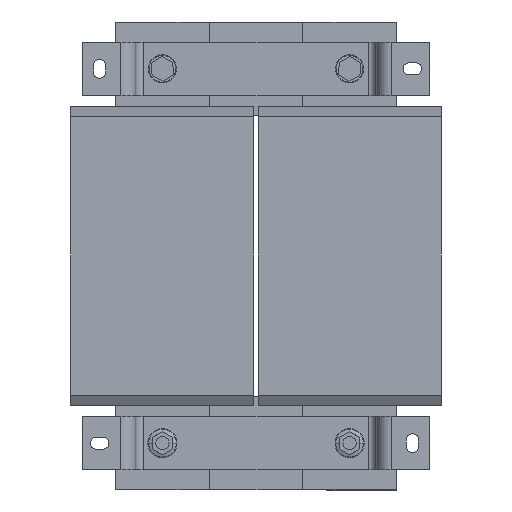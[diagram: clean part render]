
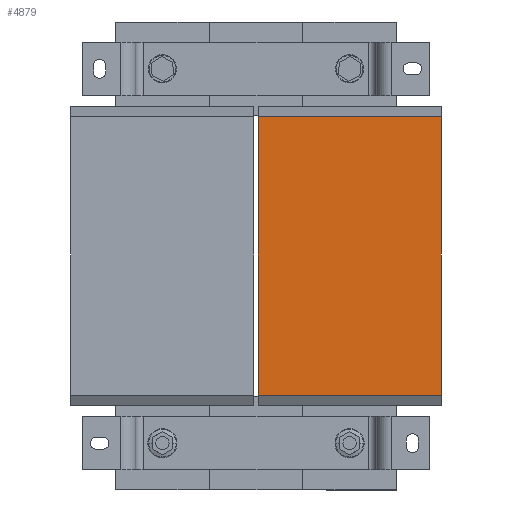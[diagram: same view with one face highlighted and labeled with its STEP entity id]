
A CAD part, front view. The second image highlights one B-rep face of the part: STEP entity #4879.
In plain terms, the highlighted planar face has unit normal (0, -1, 0).
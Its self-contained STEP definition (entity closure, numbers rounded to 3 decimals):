
#803 = VECTOR ( 'NONE', #11107, 1000. ) ;
#1131 = VERTEX_POINT ( 'NONE', #12679 ) ;
#1406 = CARTESIAN_POINT ( 'NONE',  ( 138.5, -75.25, -104. ) ) ;
#3243 = DIRECTION ( 'NONE',  ( 0., 1., 0. ) ) ;
#3810 = ORIENTED_EDGE ( 'NONE', *, *, #19464, .T. ) ;
#3816 = VERTEX_POINT ( 'NONE', #1406 ) ;
#4379 = VERTEX_POINT ( 'NONE', #10676 ) ;
#4551 = ORIENTED_EDGE ( 'NONE', *, *, #16081, .F. ) ;
#4622 = CARTESIAN_POINT ( 'NONE',  ( 1.5, -75.25, -104. ) ) ;
#4879 = ADVANCED_FACE ( 'NONE', ( #19758 ), #23961, .F. ) ;
#5576 = CARTESIAN_POINT ( 'NONE',  ( 1.5, -75.25, 104. ) ) ;
#6192 = DIRECTION ( 'NONE',  ( 1., 0., 0. ) ) ;
#6257 = LINE ( 'NONE', #22912, #11511 ) ;
#6931 = VECTOR ( 'NONE', #18230, 1000. ) ;
#7050 = ORIENTED_EDGE ( 'NONE', *, *, #23391, .T. ) ;
#7507 = LINE ( 'NONE', #5576, #803 ) ;
#7587 = EDGE_LOOP ( 'NONE', ( #7050, #4551, #23105, #3810 ) ) ;
#10676 = CARTESIAN_POINT ( 'NONE',  ( 1.5, -75.25, -104. ) ) ;
#10973 = CARTESIAN_POINT ( 'NONE',  ( 1.5, -75.25, 102.7 ) ) ;
#11107 = DIRECTION ( 'NONE',  ( 1., 0., 0. ) ) ;
#11319 = EDGE_CURVE ( 'NONE', #4379, #1131, #13792, .T. ) ;
#11511 = VECTOR ( 'NONE', #6192, 1000. ) ;
#11905 = LINE ( 'NONE', #21974, #6931 ) ;
#12679 = CARTESIAN_POINT ( 'NONE',  ( 1.5, -75.25, 104. ) ) ;
#13792 = LINE ( 'NONE', #4622, #20541 ) ;
#16081 = EDGE_CURVE ( 'NONE', #1131, #16452, #7507, .T. ) ;
#16452 = VERTEX_POINT ( 'NONE', #20090 ) ;
#16533 = DIRECTION ( 'NONE',  ( 1., 0., 0. ) ) ;
#18230 = DIRECTION ( 'NONE',  ( 0., 0., 1. ) ) ;
#19464 = EDGE_CURVE ( 'NONE', #4379, #3816, #6257, .T. ) ;
#19758 = FACE_OUTER_BOUND ( 'NONE', #7587, .T. ) ;
#20090 = CARTESIAN_POINT ( 'NONE',  ( 138.5, -75.25, 104. ) ) ;
#20541 = VECTOR ( 'NONE', #23209, 1000. ) ;
#21974 = CARTESIAN_POINT ( 'NONE',  ( 138.5, -75.25, 102.7 ) ) ;
#22111 = AXIS2_PLACEMENT_3D ( 'NONE', #10973, #3243, #16533 ) ;
#22912 = CARTESIAN_POINT ( 'NONE',  ( 1.5, -75.25, -104. ) ) ;
#23105 = ORIENTED_EDGE ( 'NONE', *, *, #11319, .F. ) ;
#23209 = DIRECTION ( 'NONE',  ( 0., 0., 1. ) ) ;
#23391 = EDGE_CURVE ( 'NONE', #3816, #16452, #11905, .T. ) ;
#23961 = PLANE ( 'NONE',  #22111 ) ;
